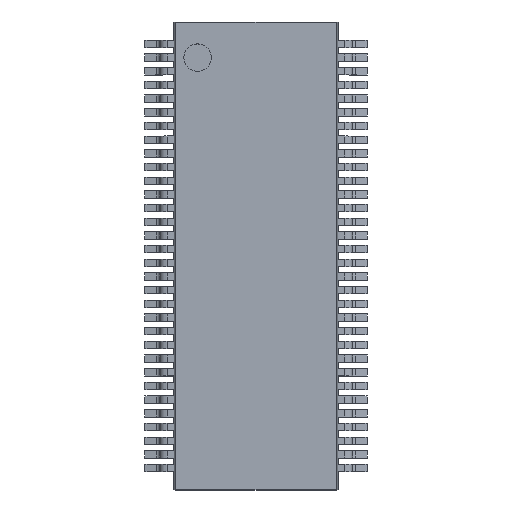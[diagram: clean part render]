
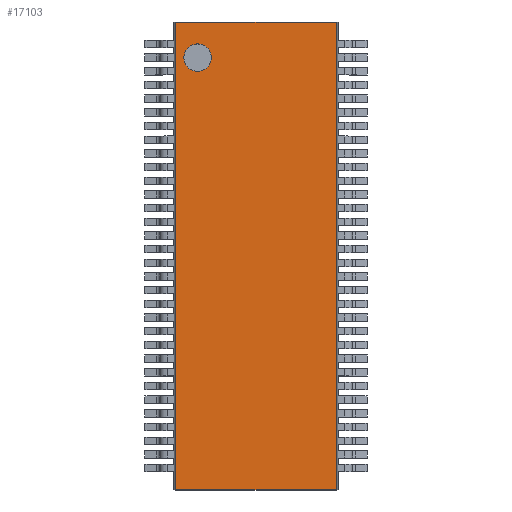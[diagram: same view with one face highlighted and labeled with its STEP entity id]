
A CAD part, top view. The second image highlights one B-rep face of the part: STEP entity #17103.
In plain terms, the highlighted planar face has unit normal (0, 0, 1).
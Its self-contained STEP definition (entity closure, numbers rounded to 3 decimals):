
#16=FACE_BOUND($,#2190,.T.);
#277=CIRCLE($,#18395,0.5);
#1218=FACE_OUTER_BOUND($,#2189,.T.);
#2189=EDGE_LOOP($,(#12874,#12875,#12876,#12877));
#2190=EDGE_LOOP($,(#12878));
#3542=LINE($,#26229,#5544);
#3545=LINE($,#26235,#5547);
#3546=LINE($,#26237,#5548);
#3547=LINE($,#26238,#5549);
#5544=VECTOR($,#21186,17.1);
#5547=VECTOR($,#21191,5.871);
#5548=VECTOR($,#21192,17.1);
#5549=VECTOR($,#21193,5.871);
#7426=VERTEX_POINT($,#26221);
#7428=VERTEX_POINT($,#26226);
#7429=VERTEX_POINT($,#26228);
#7431=VERTEX_POINT($,#26234);
#7432=VERTEX_POINT($,#26236);
#9416=EDGE_CURVE($,#7426,#7426,#277,.T.);
#9418=EDGE_CURVE($,#7429,#7428,#3542,.T.);
#9421=EDGE_CURVE($,#7428,#7431,#3545,.T.);
#9422=EDGE_CURVE($,#7432,#7431,#3546,.T.);
#9423=EDGE_CURVE($,#7432,#7429,#3547,.T.);
#12874=ORIENTED_EDGE($,*,*,#9421,.T.);
#12875=ORIENTED_EDGE($,*,*,#9422,.F.);
#12876=ORIENTED_EDGE($,*,*,#9423,.T.);
#12877=ORIENTED_EDGE($,*,*,#9418,.T.);
#12878=ORIENTED_EDGE($,*,*,#9416,.T.);
#16293=PLANE($,#18398);
#17103=ADVANCED_FACE($,(#1218,#16),#16293,.T.);
#18395=AXIS2_PLACEMENT_3D($,#26222,#21179,#21180);
#18398=AXIS2_PLACEMENT_3D($,#26233,#21189,#21190);
#21179=DIRECTION('center_axis',(0.,0.,
-1.));
#21180=DIRECTION('ref_axis',(1.,0.,0.));
#21186=DIRECTION($,(0.,1.,0.));
#21189=DIRECTION('center_axis',(0.,0.,
1.));
#21190=DIRECTION('ref_axis',(0.,-1.,0.));
#21191=DIRECTION($,(-1.,0.,0.));
#21192=DIRECTION($,(0.,1.,0.));
#21193=DIRECTION($,(1.,0.,0.));
#26221=CARTESIAN_POINT('',(-1.636,7.25,1.199));
#26222=CARTESIAN_POINT('Origin',(-2.136,7.25,1.199));
#26226=CARTESIAN_POINT('',(2.936,8.55,1.199));
#26228=CARTESIAN_POINT('',(2.936,-8.55,1.199));
#26229=CARTESIAN_POINT($,(2.936,-4.55,1.199));
#26233=CARTESIAN_POINT('Origin',(2.936,-4.55,1.199));
#26234=CARTESIAN_POINT('',(-2.936,8.55,1.199));
#26235=CARTESIAN_POINT($,(-2.936,8.55,1.199));
#26236=CARTESIAN_POINT('',(-2.936,-8.55,1.199));
#26237=CARTESIAN_POINT($,(-2.936,-4.55,1.199));
#26238=CARTESIAN_POINT($,(-2.936,-8.55,1.199));
